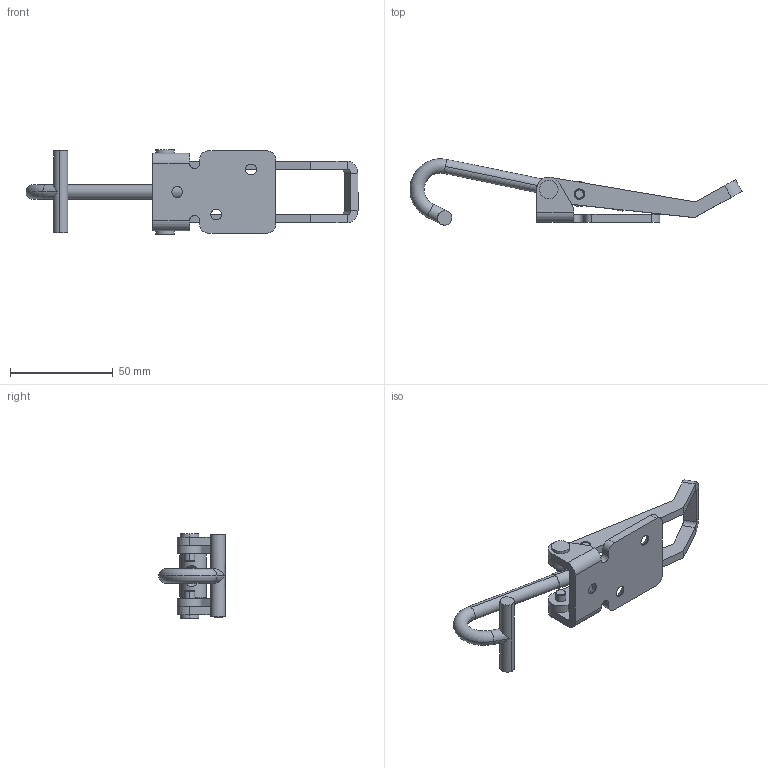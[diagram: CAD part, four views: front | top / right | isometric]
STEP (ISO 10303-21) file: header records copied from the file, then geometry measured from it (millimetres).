
FILE_DESCRIPTION (( 'STEP AP214' ), '1' );
FILE_NAME ('521061 - BT C ZP.STEP', '2017-02-06T09:24:21', ( '' ), ( '' ), 'SwSTEP 2.0', 'SolidWorks 2015', '' );
FILE_SCHEMA (( 'AUTOMOTIVE_DESIGN' ));
Length unit declared in the file: millimetre
Products named in the file (6): 74086 - B鐱d T-skruv 703 RF; 703 - Rulle; 704 - Rivet Gradin; 703 - Bygel; 703 - Platta C; 521061 - BT C ZP
Assembly tree (6 placements, depth 2):
  521061 - BT C ZP
    703 - Platta C
    703 - Bygel
    704 - Rivet Gradin  x2
    703 - Rulle
    74086 - B鐱d T-skruv 703 RF
Bounding box: 161.88 x 32.36 x 41 mm (x, y, z)
Volume: 27157.7 mm3; surface area: 18351.6 mm2
Topology: 6 solids, 6 shells, 143 faces, 320 edges, 196 vertices
Faces by surface type: cylinder 65, plane 58, cone 18, torus 2
Entity records: 4120 total; most frequent: CARTESIAN_POINT 780, DIRECTION 706, ORIENTED_EDGE 596, EDGE_CURVE 298, AXIS2_PLACEMENT_3D 276, VERTEX_POINT 182, EDGE_LOOP 156, LINE 154
